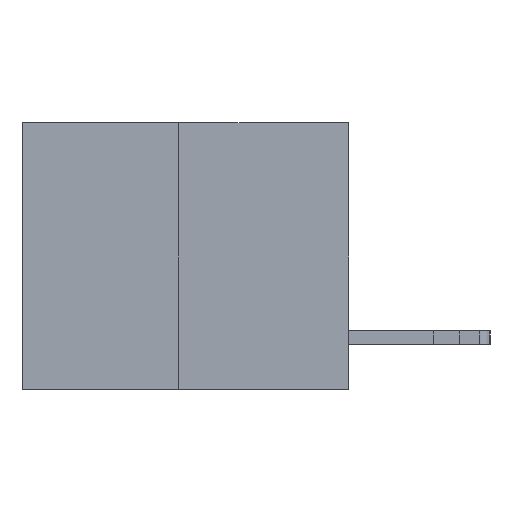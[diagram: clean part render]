
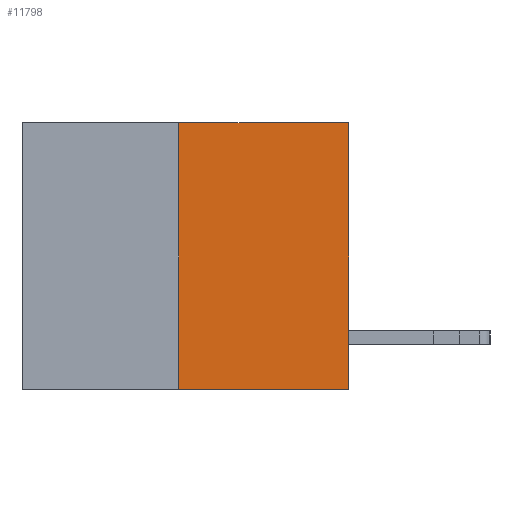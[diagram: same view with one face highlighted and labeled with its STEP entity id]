
A CAD part, left-side view. The second image highlights one B-rep face of the part: STEP entity #11798.
In plain terms, the highlighted planar face has unit normal (-1, 0, 0).
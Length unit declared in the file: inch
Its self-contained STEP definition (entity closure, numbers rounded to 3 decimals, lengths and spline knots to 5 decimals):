
#417 = ORIENTED_EDGE ( 'NONE', *, *, #1003, .T. ) ;
#436 = CARTESIAN_POINT ( 'NONE',  ( 0., 0.312, -0.49 ) ) ;
#1003 = EDGE_CURVE ( 'NONE', #2932, #9162, #21824, .T. ) ;
#1807 = DIRECTION ( 'NONE',  ( 0., 0., 1. ) ) ;
#2932 = VERTEX_POINT ( 'NONE', #436 ) ;
#3072 = DIRECTION ( 'NONE',  ( 0., -1., 0. ) ) ;
#4269 = CARTESIAN_POINT ( 'NONE',  ( 0., 0., 0. ) ) ;
#4299 = DIRECTION ( 'NONE',  ( 0., -1., 0. ) ) ;
#4629 = ORIENTED_EDGE ( 'NONE', *, *, #16943, .T. ) ;
#5754 = DIRECTION ( 'NONE',  ( 0., 0., -1. ) ) ;
#5953 = CARTESIAN_POINT ( 'NONE',  ( 0., 0.6, 0. ) ) ;
#6271 = EDGE_CURVE ( 'NONE', #2932, #12184, #20688, .T. ) ;
#6535 = FACE_OUTER_BOUND ( 'NONE', #22542, .T. ) ;
#7808 = VECTOR ( 'NONE', #18651, 39.37008 ) ;
#8522 = EDGE_CURVE ( 'NONE', #12184, #21672, #25655, .T. ) ;
#9162 = VERTEX_POINT ( 'NONE', #23005 ) ;
#10133 = AXIS2_PLACEMENT_3D ( 'NONE', #5953, #25411, #5754 ) ;
#11688 = PLANE ( 'NONE',  #10133 ) ;
#11798 = ADVANCED_FACE ( 'NONE', ( #6535 ), #11688, .F. ) ;
#12126 = CARTESIAN_POINT ( 'NONE',  ( 0., 0., 0. ) ) ;
#12184 = VERTEX_POINT ( 'NONE', #26527 ) ;
#12831 = VECTOR ( 'NONE', #1807, 39.37008 ) ;
#13957 = ORIENTED_EDGE ( 'NONE', *, *, #6271, .F. ) ;
#14976 = CARTESIAN_POINT ( 'NONE',  ( 0., 0.312, -0.49 ) ) ;
#16943 = EDGE_CURVE ( 'NONE', #9162, #21672, #27574, .T. ) ;
#18651 = DIRECTION ( 'NONE',  ( 0., 0., 1. ) ) ;
#20688 = LINE ( 'NONE', #14976, #12831 ) ;
#21347 = ORIENTED_EDGE ( 'NONE', *, *, #8522, .F. ) ;
#21672 = VERTEX_POINT ( 'NONE', #4269 ) ;
#21824 = LINE ( 'NONE', #26748, #26218 ) ;
#22001 = CARTESIAN_POINT ( 'NONE',  ( 0., 0.6, 0. ) ) ;
#22542 = EDGE_LOOP ( 'NONE', ( #13957, #417, #4629, #21347 ) ) ;
#23005 = CARTESIAN_POINT ( 'NONE',  ( 0., 0., -0.49 ) ) ;
#25411 = DIRECTION ( 'NONE',  ( 1., 0., 0. ) ) ;
#25655 = LINE ( 'NONE', #22001, #26670 ) ;
#26218 = VECTOR ( 'NONE', #3072, 39.37008 ) ;
#26527 = CARTESIAN_POINT ( 'NONE',  ( 0., 0.312, 0. ) ) ;
#26670 = VECTOR ( 'NONE', #4299, 39.37008 ) ;
#26748 = CARTESIAN_POINT ( 'NONE',  ( 0., 0.6, -0.49 ) ) ;
#27574 = LINE ( 'NONE', #12126, #7808 ) ;
